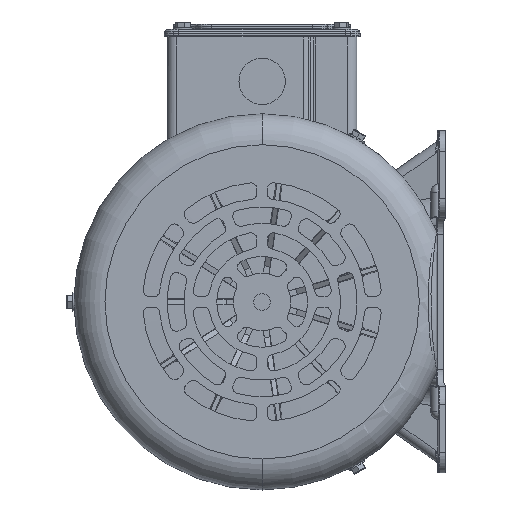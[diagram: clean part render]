
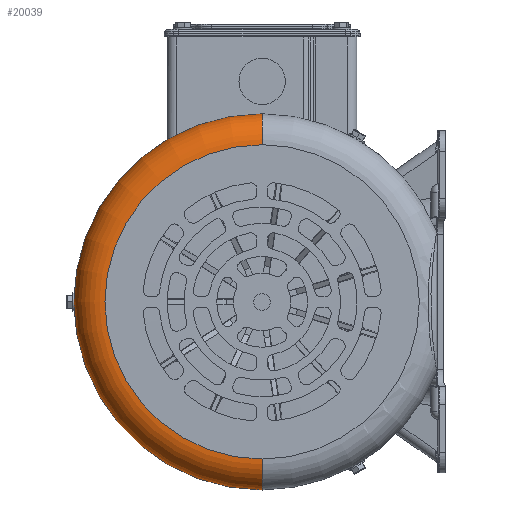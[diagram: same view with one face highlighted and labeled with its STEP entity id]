
A CAD part, left-side view. The second image highlights one B-rep face of the part: STEP entity #20039.
In plain terms, the highlighted toroidal (fillet/blend) face has major radius 76.25 mm and minor radius 15 mm.
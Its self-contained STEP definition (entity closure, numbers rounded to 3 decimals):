
#3688 = ORIENTED_EDGE ( 'NONE', *, *, #56890, .T. ) ;
#4245 = CARTESIAN_POINT ( 'NONE',  ( 0., 0., 37. ) ) ;
#8046 = DIRECTION ( 'NONE',  ( 1., 0., 0. ) ) ;
#8199 = EDGE_LOOP ( 'NONE', ( #3688, #107277, #28067, #27558 ) ) ;
#9146 = CARTESIAN_POINT ( 'NONE',  ( 0., 0., 37. ) ) ;
#11383 = VERTEX_POINT ( 'NONE', #85401 ) ;
#14399 = EDGE_CURVE ( 'NONE', #35664, #11383, #53347, .T. ) ;
#18244 = CIRCLE ( 'NONE', #40856, 91.25 ) ;
#18375 = VERTEX_POINT ( 'NONE', #61435 ) ;
#20039 = ADVANCED_FACE ( 'NONE', ( #33891 ), #66234, .T. ) ;
#21836 = CARTESIAN_POINT ( 'NONE',  ( -76.25, 0., 52. ) ) ;
#22413 = AXIS2_PLACEMENT_3D ( 'NONE', #70887, #78144, #60673 ) ;
#27558 = ORIENTED_EDGE ( 'NONE', *, *, #14399, .F. ) ;
#28067 = ORIENTED_EDGE ( 'NONE', *, *, #100013, .F. ) ;
#33891 = FACE_OUTER_BOUND ( 'NONE', #8199, .T. ) ;
#33900 = EDGE_CURVE ( 'NONE', #18375, #106791, #66286, .T. ) ;
#35096 = CARTESIAN_POINT ( 'NONE',  ( -76.25, 0., 37. ) ) ;
#35664 = VERTEX_POINT ( 'NONE', #40970 ) ;
#40856 = AXIS2_PLACEMENT_3D ( 'NONE', #9146, #86756, #8046 ) ;
#40970 = CARTESIAN_POINT ( 'NONE',  ( 91.25, 0., 37. ) ) ;
#47693 = DIRECTION ( 'NONE',  ( 1., 0., 0. ) ) ;
#50304 = AXIS2_PLACEMENT_3D ( 'NONE', #4245, #107520, #47693 ) ;
#51077 = CARTESIAN_POINT ( 'NONE',  ( 0., 0., 52. ) ) ;
#53347 = CIRCLE ( 'NONE', #22413, 15. ) ;
#56890 = EDGE_CURVE ( 'NONE', #35664, #18375, #18244, .T. ) ;
#60673 = DIRECTION ( 'NONE',  ( 0., 0., -1. ) ) ;
#61305 = CIRCLE ( 'NONE', #104893, 76.25 ) ;
#61435 = CARTESIAN_POINT ( 'NONE',  ( -91.25, 0., 37. ) ) ;
#66234 = TOROIDAL_SURFACE ( 'NONE', #50304, 76.25, 15. ) ;
#66286 = CIRCLE ( 'NONE', #77644, 15. ) ;
#69798 = DIRECTION ( 'NONE',  ( -1., 0., 0. ) ) ;
#70887 = CARTESIAN_POINT ( 'NONE',  ( 76.25, 0., 37. ) ) ;
#77644 = AXIS2_PLACEMENT_3D ( 'NONE', #35096, #103544, #69798 ) ;
#78144 = DIRECTION ( 'NONE',  ( 0., -1., 0. ) ) ;
#85401 = CARTESIAN_POINT ( 'NONE',  ( 76.25, 0., 52. ) ) ;
#86756 = DIRECTION ( 'NONE',  ( 0., 0., 1. ) ) ;
#100013 = EDGE_CURVE ( 'NONE', #11383, #106791, #61305, .T. ) ;
#102977 = DIRECTION ( 'NONE',  ( 0., 0., 1. ) ) ;
#103544 = DIRECTION ( 'NONE',  ( 0., 1., 0. ) ) ;
#104893 = AXIS2_PLACEMENT_3D ( 'NONE', #51077, #102977, #111687 ) ;
#106791 = VERTEX_POINT ( 'NONE', #21836 ) ;
#107277 = ORIENTED_EDGE ( 'NONE', *, *, #33900, .T. ) ;
#107520 = DIRECTION ( 'NONE',  ( 0., 0., 1. ) ) ;
#111687 = DIRECTION ( 'NONE',  ( 1., 0., 0. ) ) ;
